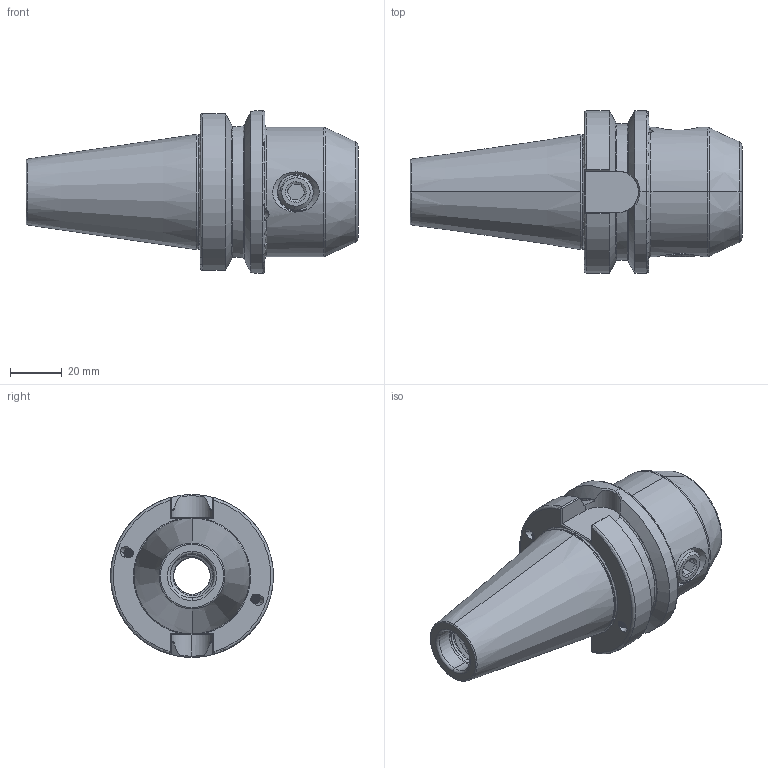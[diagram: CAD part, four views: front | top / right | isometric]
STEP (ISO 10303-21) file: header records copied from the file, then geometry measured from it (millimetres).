
FILE_DESCRIPTION (( 'STEP AP203' ), '1' );
FILE_NAME ('406.04.18.STEP', '2016-08-05T09:55:02', ( '' ), ( '' ), 'SwSTEP 2.0', 'SolidWorks 2012', '' );
FILE_SCHEMA (( 'CONFIG_CONTROL_DESIGN' ));
Length unit declared in the file: millimetre
Products named in the file (3): 406.04.18; 側固14_M14x2_16L
Assembly tree (2 placements, depth 2):
  406.04.18
    406.04.18
    側固14_M14x2_16L
Bounding box: 128.4 x 63 x 63 mm (x, y, z)
Volume: 170524.5 mm3; surface area: 33518 mm2
Topology: 2 solids, 2 shells, 256 faces, 690 edges, 440 vertices
Faces by surface type: cylinder 120, plane 47, cone 33, torus 29, bspline 25, sphere 2
Entity records: 20590 total; most frequent: CARTESIAN_POINT 14692, ORIENTED_EDGE 1376, DIRECTION 970, EDGE_CURVE 688, VERTEX_POINT 440, AXIS2_PLACEMENT_3D 385, EDGE_LOOP 272, FACE_OUTER_BOUND 256
